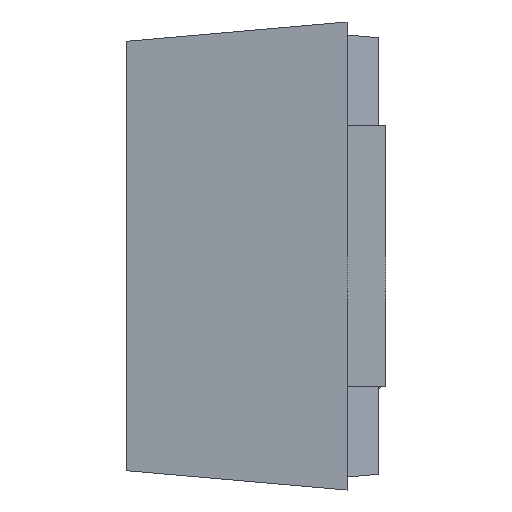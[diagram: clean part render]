
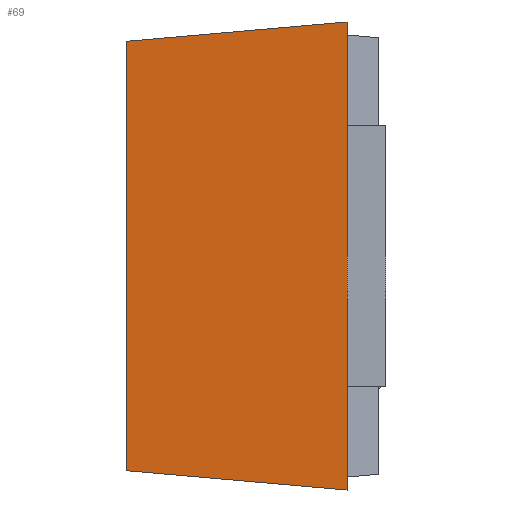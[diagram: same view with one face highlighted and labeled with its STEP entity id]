
A CAD part, left-side view. The second image highlights one B-rep face of the part: STEP entity #69.
In plain terms, the highlighted planar face has unit normal (-0.996, 0.087, 0).
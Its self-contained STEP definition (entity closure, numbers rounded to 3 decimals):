
#18 = VECTOR ( 'NONE', #979, 1000. ) ;
#23 = CARTESIAN_POINT ( 'NONE',  ( 0.533, 68.69, 1.271 ) ) ;
#25 = VECTOR ( 'NONE', #95, 1000. ) ;
#51 = DIRECTION ( 'NONE',  ( 0., 0., 1. ) ) ;
#65 = CARTESIAN_POINT ( 'NONE',  ( 0.533, 68.69, -0.129 ) ) ;
#69 = ADVANCED_FACE ( 'NONE', ( #586 ), #862, .T. ) ;
#95 = DIRECTION ( 'NONE',  ( 0., 0., 1. ) ) ;
#115 = EDGE_CURVE ( 'NONE', #587, #391, #931, .T. ) ;
#166 = AXIS2_PLACEMENT_3D ( 'NONE', #206, #535, #1026 ) ;
#181 = CARTESIAN_POINT ( 'NONE',  ( 0.533, 68.69, -0.129 ) ) ;
#206 = CARTESIAN_POINT ( 'NONE',  ( 0.533, 68.69, -0.129 ) ) ;
#231 = VERTEX_POINT ( 'NONE', #570 ) ;
#240 = CARTESIAN_POINT ( 'NONE',  ( 0.533, 68.69, -0.129 ) ) ;
#258 = CARTESIAN_POINT ( 'NONE',  ( 0.607, 69.54, -0.054 ) ) ;
#263 = CARTESIAN_POINT ( 'NONE',  ( 0.533, 68.69, -0.129 ) ) ;
#270 = ORIENTED_EDGE ( 'NONE', *, *, #276, .T. ) ;
#276 = EDGE_CURVE ( 'NONE', #351, #659, #477, .T. ) ;
#332 = EDGE_CURVE ( 'NONE', #587, #376, #540, .T. ) ;
#351 = VERTEX_POINT ( 'NONE', #23 ) ;
#376 = VERTEX_POINT ( 'NONE', #631 ) ;
#391 = VERTEX_POINT ( 'NONE', #841 ) ;
#414 = CARTESIAN_POINT ( 'NONE',  ( 0.533, 68.69, 1.671 ) ) ;
#461 = CARTESIAN_POINT ( 'NONE',  ( 0.533, 68.69, 1.671 ) ) ;
#463 = DIRECTION ( 'NONE',  ( -0.087, -0.992, 0.087 ) ) ;
#477 = LINE ( 'NONE', #240, #18 ) ;
#485 = LINE ( 'NONE', #181, #25 ) ;
#535 = DIRECTION ( 'NONE',  ( -0.996, 0.087, 0. ) ) ;
#540 = LINE ( 'NONE', #263, #736 ) ;
#557 = VECTOR ( 'NONE', #51, 1000. ) ;
#564 = DIRECTION ( 'NONE',  ( 0., 0., 1. ) ) ;
#570 = CARTESIAN_POINT ( 'NONE',  ( 0.533, 68.69, 0.271 ) ) ;
#583 = EDGE_CURVE ( 'NONE', #231, #351, #485, .T. ) ;
#586 = FACE_OUTER_BOUND ( 'NONE', #624, .T. ) ;
#587 = VERTEX_POINT ( 'NONE', #258 ) ;
#601 = LINE ( 'NONE', #65, #1037 ) ;
#624 = EDGE_LOOP ( 'NONE', ( #730, #871, #270, #660, #805, #953 ) ) ;
#631 = CARTESIAN_POINT ( 'NONE',  ( 0.533, 68.69, -0.129 ) ) ;
#659 = VERTEX_POINT ( 'NONE', #414 ) ;
#660 = ORIENTED_EDGE ( 'NONE', *, *, #959, .F. ) ;
#713 = CARTESIAN_POINT ( 'NONE',  ( 0.607, 69.54, -0.129 ) ) ;
#721 = VECTOR ( 'NONE', #463, 1000. ) ;
#730 = ORIENTED_EDGE ( 'NONE', *, *, #740, .T. ) ;
#736 = VECTOR ( 'NONE', #914, 1000. ) ;
#740 = EDGE_CURVE ( 'NONE', #376, #231, #601, .T. ) ;
#805 = ORIENTED_EDGE ( 'NONE', *, *, #115, .F. ) ;
#841 = CARTESIAN_POINT ( 'NONE',  ( 0.607, 69.54, 1.597 ) ) ;
#855 = LINE ( 'NONE', #461, #721 ) ;
#862 = PLANE ( 'NONE',  #166 ) ;
#871 = ORIENTED_EDGE ( 'NONE', *, *, #583, .T. ) ;
#914 = DIRECTION ( 'NONE',  ( -0.087, -0.992, -0.087 ) ) ;
#931 = LINE ( 'NONE', #713, #557 ) ;
#953 = ORIENTED_EDGE ( 'NONE', *, *, #332, .T. ) ;
#959 = EDGE_CURVE ( 'NONE', #391, #659, #855, .T. ) ;
#979 = DIRECTION ( 'NONE',  ( 0., 0., 1. ) ) ;
#1026 = DIRECTION ( 'NONE',  ( -0.087, -0.996, 0. ) ) ;
#1037 = VECTOR ( 'NONE', #564, 1000. ) ;
